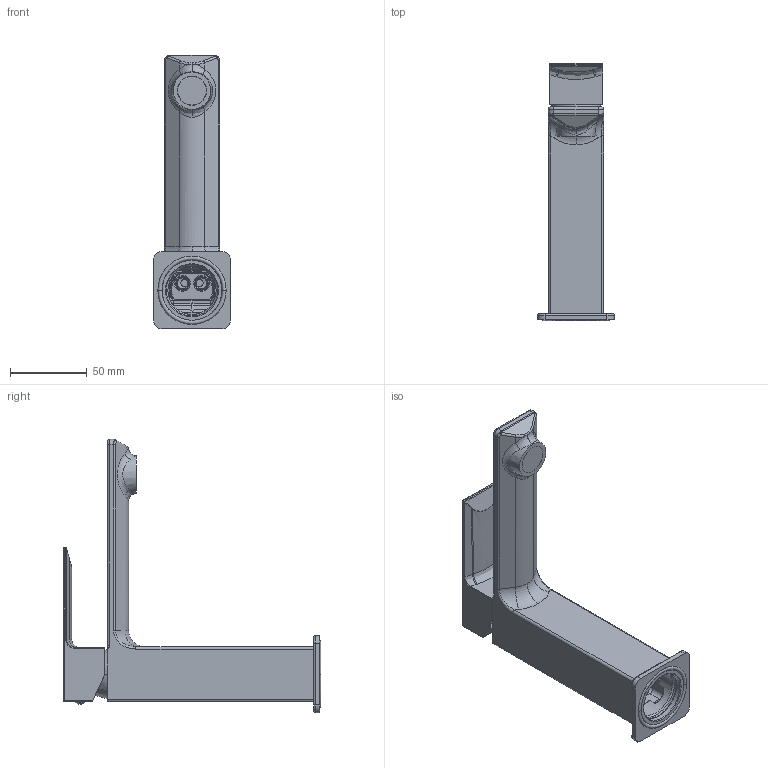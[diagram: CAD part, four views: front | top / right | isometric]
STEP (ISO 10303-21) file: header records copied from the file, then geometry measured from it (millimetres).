
FILE_DESCRIPTION((''),'2;1');
FILE_NAME('EL071HCR_SW0001','2024-10-10T11:05:19',('alberto.gaboardi'),('PAFFONI SpA'),'CREO PARAMETRIC BY PTC INC, 2022124','CREO PARAMETRIC BY PTC INC, 2022124','');
FILE_SCHEMA(('CONFIG_CONTROL_DESIGN','SHAPE_APPEARANCE_LAYERS_GROUPS'));
Products named in the file (1): EL071HCR_SW0001
Bounding box: 50 x 167.53 x 178 mm (x, y, z)
Volume: 149942.2 mm3; surface area: 78723.6 mm2
Topology: 1 solids, 1 shells, 782 faces, 1906 edges, 1120 vertices
Faces by surface type: cylinder 278, bspline 196, plane 185, cone 68, torus 41, sphere 12, revolution 2
Entity records: 48851 total; most frequent: CARTESIAN_POINT 24622, ORIENTED_EDGE 3782, DIRECTION 2990, EDGE_CURVE 1891, FILL_AREA_STYLE_COLOUR 1183, FILL_AREA_STYLE 1183, SURFACE_STYLE_FILL_AREA 1183, SURFACE_SIDE_STYLE 1183
